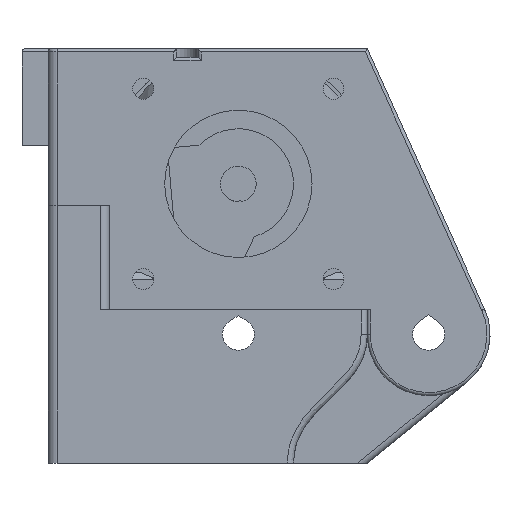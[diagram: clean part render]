
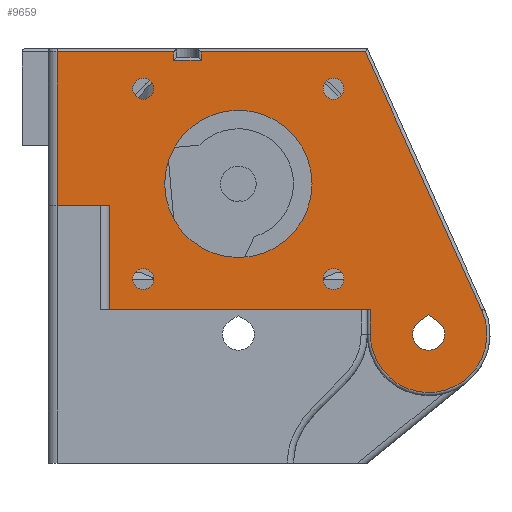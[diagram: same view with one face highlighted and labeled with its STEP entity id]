
A CAD part, left-side view. The second image highlights one B-rep face of the part: STEP entity #9659.
In plain terms, the highlighted planar face has unit normal (-1, 0, 0).
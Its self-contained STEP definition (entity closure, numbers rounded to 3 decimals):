
#141=FACE_BOUND('',#1500,.T.);
#142=FACE_BOUND('',#1501,.T.);
#143=FACE_BOUND('',#1502,.T.);
#144=FACE_BOUND('',#1503,.T.);
#145=FACE_BOUND('',#1504,.T.);
#146=FACE_BOUND('',#1505,.T.);
#369=PLANE('',#10520);
#895=FACE_OUTER_BOUND('',#1499,.T.);
#1499=EDGE_LOOP('',(#8361,#8362,#8363,#8364,#8365,#8366,#8367,#8368,#8369,
#8370,#8371,#8372));
#1500=EDGE_LOOP('',(#8373));
#1501=EDGE_LOOP('',(#8374));
#1502=EDGE_LOOP('',(#8375));
#1503=EDGE_LOOP('',(#8376));
#1504=EDGE_LOOP('',(#8377));
#1505=EDGE_LOOP('',(#8378,#8379,#8380));
#2109=CIRCLE('',#10397,9.5);
#2142=CIRCLE('',#10521,1.7);
#2143=CIRCLE('',#10522,1.7);
#2144=CIRCLE('',#10523,1.7);
#2145=CIRCLE('',#10524,12.);
#2146=CIRCLE('',#10525,1.7);
#2147=CIRCLE('',#10526,2.6);
#2609=LINE('',#21489,#3404);
#2738=LINE('',#21914,#3533);
#2739=LINE('',#21918,#3534);
#2741=LINE('',#21925,#3536);
#2743=LINE('',#21932,#3538);
#2744=LINE('',#21936,#3539);
#2747=LINE('',#21951,#3542);
#2748=LINE('',#21953,#3543);
#2914=LINE('',#22408,#3709);
#2916=LINE('',#22412,#3711);
#2918=LINE('',#22415,#3713);
#2919=LINE('',#22428,#3714);
#2920=LINE('',#22431,#3715);
#3404=VECTOR('',#11963,10.);
#3533=VECTOR('',#12360,10.);
#3534=VECTOR('',#12365,10.);
#3536=VECTOR('',#12371,10.);
#3538=VECTOR('',#12379,10.);
#3539=VECTOR('',#12384,10.);
#3542=VECTOR('',#12401,10.);
#3543=VECTOR('',#12404,10.);
#3709=VECTOR('',#12806,10.);
#3711=VECTOR('',#12810,10.);
#3713=VECTOR('',#12814,10.);
#3714=VECTOR('',#12825,10.);
#3715=VECTOR('',#12828,10.);
#4330=VERTEX_POINT('',#21480);
#4333=VERTEX_POINT('',#21487);
#4479=VERTEX_POINT('',#21913);
#4480=VERTEX_POINT('',#21917);
#4482=VERTEX_POINT('',#21923);
#4483=VERTEX_POINT('',#21924);
#4485=VERTEX_POINT('',#21931);
#4486=VERTEX_POINT('',#21935);
#4488=VERTEX_POINT('',#21941);
#4490=VERTEX_POINT('',#21947);
#4598=VERTEX_POINT('',#22407);
#4599=VERTEX_POINT('',#22411);
#4600=VERTEX_POINT('',#22416);
#4601=VERTEX_POINT('',#22418);
#4602=VERTEX_POINT('',#22420);
#4603=VERTEX_POINT('',#22422);
#4604=VERTEX_POINT('',#22424);
#4605=VERTEX_POINT('',#22426);
#4606=VERTEX_POINT('',#22427);
#4607=VERTEX_POINT('',#22429);
#5480=EDGE_CURVE('',#4333,#4330,#2609,.T.);
#5689=EDGE_CURVE('',#4330,#4479,#2738,.T.);
#5691=EDGE_CURVE('',#4479,#4480,#2739,.T.);
#5694=EDGE_CURVE('',#4482,#4483,#2741,.T.);
#5698=EDGE_CURVE('',#4483,#4485,#2743,.T.);
#5700=EDGE_CURVE('',#4485,#4486,#2744,.T.);
#5705=EDGE_CURVE('',#4486,#4488,#2109,.T.);
#5708=EDGE_CURVE('',#4488,#4490,#2747,.T.);
#5709=EDGE_CURVE('',#4480,#4482,#2748,.T.);
#5906=EDGE_CURVE('',#4598,#4490,#2914,.T.);
#5908=EDGE_CURVE('',#4599,#4598,#2916,.T.);
#5910=EDGE_CURVE('',#4333,#4599,#2918,.T.);
#5911=EDGE_CURVE('',#4600,#4600,#2142,.T.);
#5912=EDGE_CURVE('',#4601,#4601,#2143,.T.);
#5913=EDGE_CURVE('',#4602,#4602,#2144,.T.);
#5914=EDGE_CURVE('',#4603,#4603,#2145,.T.);
#5915=EDGE_CURVE('',#4604,#4604,#2146,.T.);
#5916=EDGE_CURVE('',#4605,#4606,#2919,.T.);
#5917=EDGE_CURVE('',#4606,#4607,#2147,.T.);
#5918=EDGE_CURVE('',#4607,#4605,#2920,.T.);
#8361=ORIENTED_EDGE('',*,*,#5480,.F.);
#8362=ORIENTED_EDGE('',*,*,#5910,.T.);
#8363=ORIENTED_EDGE('',*,*,#5908,.T.);
#8364=ORIENTED_EDGE('',*,*,#5906,.T.);
#8365=ORIENTED_EDGE('',*,*,#5708,.F.);
#8366=ORIENTED_EDGE('',*,*,#5705,.F.);
#8367=ORIENTED_EDGE('',*,*,#5700,.F.);
#8368=ORIENTED_EDGE('',*,*,#5698,.F.);
#8369=ORIENTED_EDGE('',*,*,#5694,.F.);
#8370=ORIENTED_EDGE('',*,*,#5709,.F.);
#8371=ORIENTED_EDGE('',*,*,#5691,.F.);
#8372=ORIENTED_EDGE('',*,*,#5689,.F.);
#8373=ORIENTED_EDGE('',*,*,#5911,.T.);
#8374=ORIENTED_EDGE('',*,*,#5912,.T.);
#8375=ORIENTED_EDGE('',*,*,#5913,.T.);
#8376=ORIENTED_EDGE('',*,*,#5914,.T.);
#8377=ORIENTED_EDGE('',*,*,#5915,.T.);
#8378=ORIENTED_EDGE('',*,*,#5916,.T.);
#8379=ORIENTED_EDGE('',*,*,#5917,.T.);
#8380=ORIENTED_EDGE('',*,*,#5918,.T.);
#9659=ADVANCED_FACE('',(#895,#141,#142,#143,#144,#145,#146),#369,.T.);
#10397=AXIS2_PLACEMENT_3D('',#21945,#12394,#12395);
#10520=AXIS2_PLACEMENT_3D('',#22414,#12812,#12813);
#10521=AXIS2_PLACEMENT_3D('',#22417,#12815,#12816);
#10522=AXIS2_PLACEMENT_3D('',#22419,#12817,#12818);
#10523=AXIS2_PLACEMENT_3D('',#22421,#12819,#12820);
#10524=AXIS2_PLACEMENT_3D('',#22423,#12821,#12822);
#10525=AXIS2_PLACEMENT_3D('',#22425,#12823,#12824);
#10526=AXIS2_PLACEMENT_3D('',#22430,#12826,#12827);
#11963=DIRECTION('',(0.,0.,1.));
#12360=DIRECTION('',(0.,-1.,0.));
#12365=DIRECTION('',(0.,0.,-1.));
#12371=DIRECTION('',(0.,0.,1.));
#12379=DIRECTION('',(0.,-1.,0.));
#12384=DIRECTION('',(0.,-0.411,-0.912));
#12394=DIRECTION('center_axis',(1.,0.,0.));
#12395=DIRECTION('ref_axis',(0.,-0.21,-0.978));
#12401=DIRECTION('',(0.,0.,1.));
#12404=DIRECTION('',(0.,-1.,0.));
#12806=DIRECTION('',(0.,-1.,0.));
#12810=DIRECTION('',(0.,0.,-1.));
#12812=DIRECTION('center_axis',(-1.,0.,0.));
#12813=DIRECTION('ref_axis',(0.,-1.,0.));
#12814=DIRECTION('',(0.,-1.,0.));
#12815=DIRECTION('center_axis',(1.,0.,0.));
#12816=DIRECTION('ref_axis',(0.,-1.,0.));
#12817=DIRECTION('center_axis',(1.,0.,0.));
#12818=DIRECTION('ref_axis',(0.,-1.,0.));
#12819=DIRECTION('center_axis',(1.,0.,0.));
#12820=DIRECTION('ref_axis',(0.,-1.,0.));
#12821=DIRECTION('center_axis',(1.,0.,0.));
#12822=DIRECTION('ref_axis',(0.,-1.,0.));
#12823=DIRECTION('center_axis',(1.,0.,0.));
#12824=DIRECTION('ref_axis',(0.,-1.,0.));
#12825=DIRECTION('',(0.,-0.817,-0.577));
#12826=DIRECTION('center_axis',(1.,0.,0.));
#12827=DIRECTION('ref_axis',(0.,-1.,0.));
#12828=DIRECTION('',(0.,-0.817,0.577));
#21480=CARTESIAN_POINT('',(-123.,29.5,46.));
#21487=CARTESIAN_POINT('',(-123.,29.5,21.));
#21489=CARTESIAN_POINT('',(-123.,29.5,35.5));
#21913=CARTESIAN_POINT('',(-123.,10.548,46.));
#21914=CARTESIAN_POINT('',(-123.,10.5,46.));
#21917=CARTESIAN_POINT('',(-123.,10.548,44.6));
#21918=CARTESIAN_POINT('',(-123.,10.548,35.5));
#21923=CARTESIAN_POINT('',(-123.,6.048,44.6));
#21924=CARTESIAN_POINT('',(-123.,6.048,46.));
#21925=CARTESIAN_POINT('',(-123.,6.048,35.5));
#21931=CARTESIAN_POINT('',(-123.,-20.677,46.));
#21932=CARTESIAN_POINT('',(-123.,10.5,46.));
#21935=CARTESIAN_POINT('',(-123.,-39.66,3.905));
#21936=CARTESIAN_POINT('',(-123.,-22.892,41.088));
#21941=CARTESIAN_POINT('',(-123.,-21.5,0.));
#21945=CARTESIAN_POINT('Origin',(-123.,-31.,0.));
#21947=CARTESIAN_POINT('',(-123.,-21.5,4.));
#21951=CARTESIAN_POINT('',(-123.,-21.5,12.25));
#21953=CARTESIAN_POINT('',(-123.,5.149,44.6));
#22407=CARTESIAN_POINT('',(-123.,21.,4.));
#22408=CARTESIAN_POINT('',(-123.,-10.5,4.));
#22411=CARTESIAN_POINT('',(-123.,21.,21.));
#22412=CARTESIAN_POINT('',(-123.,21.,44.75));
#22414=CARTESIAN_POINT('Origin',(-123.,0.,24.5));
#22415=CARTESIAN_POINT('',(-123.,13.,21.));
#22416=CARTESIAN_POINT('',(-123.,17.2,40.));
#22417=CARTESIAN_POINT('Origin',(-123.,15.5,40.));
#22418=CARTESIAN_POINT('',(-123.,-13.8,40.));
#22419=CARTESIAN_POINT('Origin',(-123.,-15.5,40.));
#22420=CARTESIAN_POINT('',(-123.,-13.8,9.));
#22421=CARTESIAN_POINT('Origin',(-123.,-15.5,9.));
#22422=CARTESIAN_POINT('',(-123.,12.,24.5));
#22423=CARTESIAN_POINT('Origin',(-123.,0.,24.5));
#22424=CARTESIAN_POINT('',(-123.,17.2,9.));
#22425=CARTESIAN_POINT('Origin',(-123.,15.5,9.));
#22426=CARTESIAN_POINT('',(-123.,-31.,3.182));
#22427=CARTESIAN_POINT('',(-123.,-32.499,2.124));
#22428=CARTESIAN_POINT('',(-123.,-15.631,14.026));
#22429=CARTESIAN_POINT('',(-123.,-29.501,2.124));
#22430=CARTESIAN_POINT('Origin',(-123.,-31.,0.));
#22431=CARTESIAN_POINT('',(-123.,-24.924,-1.105));
